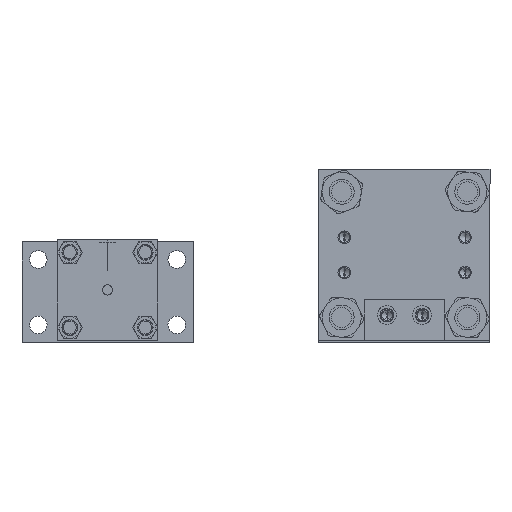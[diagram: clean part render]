
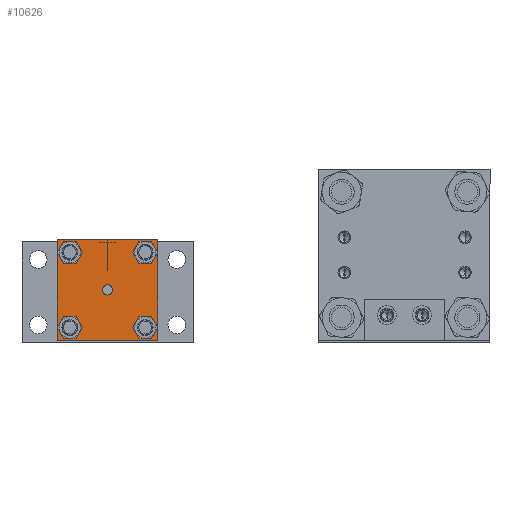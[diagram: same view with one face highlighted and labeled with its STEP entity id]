
A CAD part, top view. The second image highlights one B-rep face of the part: STEP entity #10626.
In plain terms, the highlighted planar face has unit normal (0, 0, 1).
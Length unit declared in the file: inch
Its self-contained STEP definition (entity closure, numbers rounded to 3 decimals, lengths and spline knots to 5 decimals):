
#51 = ORIENTED_EDGE ( 'NONE', *, *, #15278, .F. ) ;
#68 = EDGE_CURVE ( 'NONE', #11654, #610, #13548, .T. ) ;
#303 = VERTEX_POINT ( 'NONE', #9917 ) ;
#308 = DIRECTION ( 'NONE',  ( 0., 0., 1. ) ) ;
#347 = CARTESIAN_POINT ( 'NONE',  ( 4.64946, 9.57806, 0.5 ) ) ;
#368 = AXIS2_PLACEMENT_3D ( 'NONE', #14476, #5863, #8402 ) ;
#395 = DIRECTION ( 'NONE',  ( 1., 0., 0. ) ) ;
#400 = DIRECTION ( 'NONE',  ( 0., 0., 1. ) ) ;
#610 = VERTEX_POINT ( 'NONE', #3024 ) ;
#789 = ORIENTED_EDGE ( 'NONE', *, *, #3308, .F. ) ;
#1336 = AXIS2_PLACEMENT_3D ( 'NONE', #14166, #4419, #15395 ) ;
#1349 = CARTESIAN_POINT ( 'NONE',  ( 5.89946, 7.07806, 0.5 ) ) ;
#1366 = CIRCLE ( 'NONE', #13808, 0.188 ) ;
#1378 = DIRECTION ( 'NONE',  ( 1., 0., 0. ) ) ;
#1555 = DIRECTION ( 'NONE',  ( 1., 0., 0. ) ) ;
#1921 = EDGE_CURVE ( 'NONE', #610, #11654, #10682, .T. ) ;
#2054 = VECTOR ( 'NONE', #10482, 39.37008 ) ;
#2209 = VERTEX_POINT ( 'NONE', #3081 ) ;
#2247 = DIRECTION ( 'NONE',  ( 1., 0., 0. ) ) ;
#2288 = CIRCLE ( 'NONE', #1336, 0.188 ) ;
#2299 = EDGE_CURVE ( 'NONE', #8656, #10565, #14262, .T. ) ;
#2601 = ORIENTED_EDGE ( 'NONE', *, *, #15466, .F. ) ;
#2659 = VECTOR ( 'NONE', #8413, 39.37008 ) ;
#2732 = DIRECTION ( 'NONE',  ( 1., 0., 0. ) ) ;
#3024 = CARTESIAN_POINT ( 'NONE',  ( 6.02601, 8.32806, 0.5 ) ) ;
#3081 = CARTESIAN_POINT ( 'NONE',  ( 7.02246, 7.39306, 0.5 ) ) ;
#3129 = PLANE ( 'NONE',  #6960 ) ;
#3308 = EDGE_CURVE ( 'NONE', #6605, #303, #7251, .T. ) ;
#3387 = CARTESIAN_POINT ( 'NONE',  ( 6.83446, 7.39306, 0.5 ) ) ;
#3458 = AXIS2_PLACEMENT_3D ( 'NONE', #6079, #6226, #1378 ) ;
#3591 = DIRECTION ( 'NONE',  ( 0., 0., 1. ) ) ;
#4012 = VECTOR ( 'NONE', #6627, 39.37008 ) ;
#4106 = AXIS2_PLACEMENT_3D ( 'NONE', #11301, #13790, #395 ) ;
#4419 = DIRECTION ( 'NONE',  ( 0., 0., 1. ) ) ;
#4435 = DIRECTION ( 'NONE',  ( 1., 0., 0. ) ) ;
#4470 = FACE_BOUND ( 'NONE', #12304, .T. ) ;
#4967 = CIRCLE ( 'NONE', #3458, 0.188 ) ;
#5028 = FACE_BOUND ( 'NONE', #8351, .T. ) ;
#5055 = CARTESIAN_POINT ( 'NONE',  ( 4.96446, 7.39306, 0.5 ) ) ;
#5123 = VERTEX_POINT ( 'NONE', #14939 ) ;
#5264 = EDGE_LOOP ( 'NONE', ( #51, #11365 ) ) ;
#5416 = CARTESIAN_POINT ( 'NONE',  ( 5.89946, 5.57249, 0.5 ) ) ;
#5644 = VERTEX_POINT ( 'NONE', #13861 ) ;
#5863 = DIRECTION ( 'NONE',  ( 0., 0., 1. ) ) ;
#6079 = CARTESIAN_POINT ( 'NONE',  ( 6.83446, 7.39306, 0.5 ) ) ;
#6129 = CIRCLE ( 'NONE', #10474, 0.188 ) ;
#6196 = FACE_BOUND ( 'NONE', #11403, .T. ) ;
#6226 = DIRECTION ( 'NONE',  ( 0., 0., 1. ) ) ;
#6605 = VERTEX_POINT ( 'NONE', #6611 ) ;
#6611 = CARTESIAN_POINT ( 'NONE',  ( 7.14946, 9.57806, 0.5 ) ) ;
#6627 = DIRECTION ( 'NONE',  ( 0., -1., 0. ) ) ;
#6787 = CIRCLE ( 'NONE', #13334, 0.188 ) ;
#6827 = ORIENTED_EDGE ( 'NONE', *, *, #9160, .F. ) ;
#6897 = EDGE_CURVE ( 'NONE', #14740, #2209, #13469, .T. ) ;
#6960 = AXIS2_PLACEMENT_3D ( 'NONE', #5416, #8073, #14084 ) ;
#7098 = VERTEX_POINT ( 'NONE', #9543 ) ;
#7251 = LINE ( 'NONE', #10100, #4012 ) ;
#7411 = CARTESIAN_POINT ( 'NONE',  ( 4.77646, 7.39306, 0.5 ) ) ;
#7721 = FACE_BOUND ( 'NONE', #11380, .T. ) ;
#7901 = EDGE_CURVE ( 'NONE', #5644, #11578, #2288, .T. ) ;
#8057 = ORIENTED_EDGE ( 'NONE', *, *, #9606, .T. ) ;
#8073 = DIRECTION ( 'NONE',  ( 0., 0., 1. ) ) ;
#8097 = FACE_OUTER_BOUND ( 'NONE', #8619, .T. ) ;
#8103 = EDGE_CURVE ( 'NONE', #9632, #7098, #13631, .T. ) ;
#8351 = EDGE_LOOP ( 'NONE', ( #2601, #11924 ) ) ;
#8355 = CARTESIAN_POINT ( 'NONE',  ( 4.96446, 9.26306, 0.5 ) ) ;
#8402 = DIRECTION ( 'NONE',  ( 1., 0., 0. ) ) ;
#8406 = DIRECTION ( 'NONE',  ( 0., 0., 1. ) ) ;
#8413 = DIRECTION ( 'NONE',  ( 0., -1., 0. ) ) ;
#8529 = ORIENTED_EDGE ( 'NONE', *, *, #1921, .F. ) ;
#8619 = EDGE_LOOP ( 'NONE', ( #6827, #9520, #8057, #789 ) ) ;
#8656 = VERTEX_POINT ( 'NONE', #14359 ) ;
#8691 = ORIENTED_EDGE ( 'NONE', *, *, #14004, .F. ) ;
#8826 = CARTESIAN_POINT ( 'NONE',  ( 5.77291, 8.32806, 0.5 ) ) ;
#9160 = EDGE_CURVE ( 'NONE', #9632, #6605, #10396, .T. ) ;
#9258 = ORIENTED_EDGE ( 'NONE', *, *, #2299, .F. ) ;
#9520 = ORIENTED_EDGE ( 'NONE', *, *, #8103, .T. ) ;
#9522 = EDGE_CURVE ( 'NONE', #10565, #8656, #6787, .T. ) ;
#9543 = CARTESIAN_POINT ( 'NONE',  ( 4.64946, 7.07806, 0.5 ) ) ;
#9606 = EDGE_CURVE ( 'NONE', #7098, #303, #12484, .T. ) ;
#9632 = VERTEX_POINT ( 'NONE', #347 ) ;
#9870 = CARTESIAN_POINT ( 'NONE',  ( 5.15246, 9.26306, 0.5 ) ) ;
#9892 = CARTESIAN_POINT ( 'NONE',  ( 6.64646, 7.39306, 0.5 ) ) ;
#9917 = CARTESIAN_POINT ( 'NONE',  ( 7.14946, 7.07806, 0.5 ) ) ;
#10100 = CARTESIAN_POINT ( 'NONE',  ( 7.14946, 5.57249, 0.5 ) ) ;
#10396 = LINE ( 'NONE', #15149, #2054 ) ;
#10438 = CARTESIAN_POINT ( 'NONE',  ( 5.89946, 8.32806, 0.5 ) ) ;
#10474 = AXIS2_PLACEMENT_3D ( 'NONE', #8355, #8406, #2247 ) ;
#10482 = DIRECTION ( 'NONE',  ( 1., 0., 0. ) ) ;
#10565 = VERTEX_POINT ( 'NONE', #12534 ) ;
#10626 = ADVANCED_FACE ( 'NONE', ( #5028, #7721, #14328, #4470, #8097, #6196 ), #3129, .T. ) ;
#10682 = CIRCLE ( 'NONE', #11323, 0.12655 ) ;
#10970 = AXIS2_PLACEMENT_3D ( 'NONE', #3387, #11870, #12974 ) ;
#11226 = DIRECTION ( 'NONE',  ( 1., 0., 0. ) ) ;
#11301 = CARTESIAN_POINT ( 'NONE',  ( 5.89946, 8.32806, 0.5 ) ) ;
#11323 = AXIS2_PLACEMENT_3D ( 'NONE', #10438, #14078, #4435 ) ;
#11365 = ORIENTED_EDGE ( 'NONE', *, *, #7901, .F. ) ;
#11380 = EDGE_LOOP ( 'NONE', ( #14728, #9258 ) ) ;
#11403 = EDGE_LOOP ( 'NONE', ( #12083, #8529 ) ) ;
#11470 = AXIS2_PLACEMENT_3D ( 'NONE', #5055, #400, #2732 ) ;
#11578 = VERTEX_POINT ( 'NONE', #9870 ) ;
#11654 = VERTEX_POINT ( 'NONE', #8826 ) ;
#11870 = DIRECTION ( 'NONE',  ( 0., 0., 1. ) ) ;
#11924 = ORIENTED_EDGE ( 'NONE', *, *, #6897, .F. ) ;
#12083 = ORIENTED_EDGE ( 'NONE', *, *, #68, .F. ) ;
#12107 = VECTOR ( 'NONE', #1555, 39.37008 ) ;
#12304 = EDGE_LOOP ( 'NONE', ( #13544, #8691 ) ) ;
#12484 = LINE ( 'NONE', #1349, #12107 ) ;
#12534 = CARTESIAN_POINT ( 'NONE',  ( 7.02246, 9.26306, 0.5 ) ) ;
#12882 = VERTEX_POINT ( 'NONE', #7411 ) ;
#12974 = DIRECTION ( 'NONE',  ( 1., 0., 0. ) ) ;
#13158 = CARTESIAN_POINT ( 'NONE',  ( 4.64946, 5.57249, 0.5 ) ) ;
#13334 = AXIS2_PLACEMENT_3D ( 'NONE', #14395, #3591, #15609 ) ;
#13469 = CIRCLE ( 'NONE', #10970, 0.188 ) ;
#13544 = ORIENTED_EDGE ( 'NONE', *, *, #14813, .F. ) ;
#13548 = CIRCLE ( 'NONE', #4106, 0.12655 ) ;
#13631 = LINE ( 'NONE', #13158, #2659 ) ;
#13790 = DIRECTION ( 'NONE',  ( 0., 0., 1. ) ) ;
#13808 = AXIS2_PLACEMENT_3D ( 'NONE', #14772, #308, #11226 ) ;
#13861 = CARTESIAN_POINT ( 'NONE',  ( 4.77646, 9.26306, 0.5 ) ) ;
#13877 = CIRCLE ( 'NONE', #11470, 0.188 ) ;
#14004 = EDGE_CURVE ( 'NONE', #12882, #5123, #1366, .T. ) ;
#14078 = DIRECTION ( 'NONE',  ( 0., 0., 1. ) ) ;
#14084 = DIRECTION ( 'NONE',  ( 1., 0., 0. ) ) ;
#14166 = CARTESIAN_POINT ( 'NONE',  ( 4.96446, 9.26306, 0.5 ) ) ;
#14262 = CIRCLE ( 'NONE', #368, 0.188 ) ;
#14328 = FACE_BOUND ( 'NONE', #5264, .T. ) ;
#14359 = CARTESIAN_POINT ( 'NONE',  ( 6.64646, 9.26306, 0.5 ) ) ;
#14395 = CARTESIAN_POINT ( 'NONE',  ( 6.83446, 9.26306, 0.5 ) ) ;
#14476 = CARTESIAN_POINT ( 'NONE',  ( 6.83446, 9.26306, 0.5 ) ) ;
#14728 = ORIENTED_EDGE ( 'NONE', *, *, #9522, .F. ) ;
#14740 = VERTEX_POINT ( 'NONE', #9892 ) ;
#14772 = CARTESIAN_POINT ( 'NONE',  ( 4.96446, 7.39306, 0.5 ) ) ;
#14813 = EDGE_CURVE ( 'NONE', #5123, #12882, #13877, .T. ) ;
#14939 = CARTESIAN_POINT ( 'NONE',  ( 5.15246, 7.39306, 0.5 ) ) ;
#15149 = CARTESIAN_POINT ( 'NONE',  ( 5.89946, 9.57806, 0.5 ) ) ;
#15278 = EDGE_CURVE ( 'NONE', #11578, #5644, #6129, .T. ) ;
#15395 = DIRECTION ( 'NONE',  ( 1., 0., 0. ) ) ;
#15466 = EDGE_CURVE ( 'NONE', #2209, #14740, #4967, .T. ) ;
#15609 = DIRECTION ( 'NONE',  ( 1., 0., 0. ) ) ;
